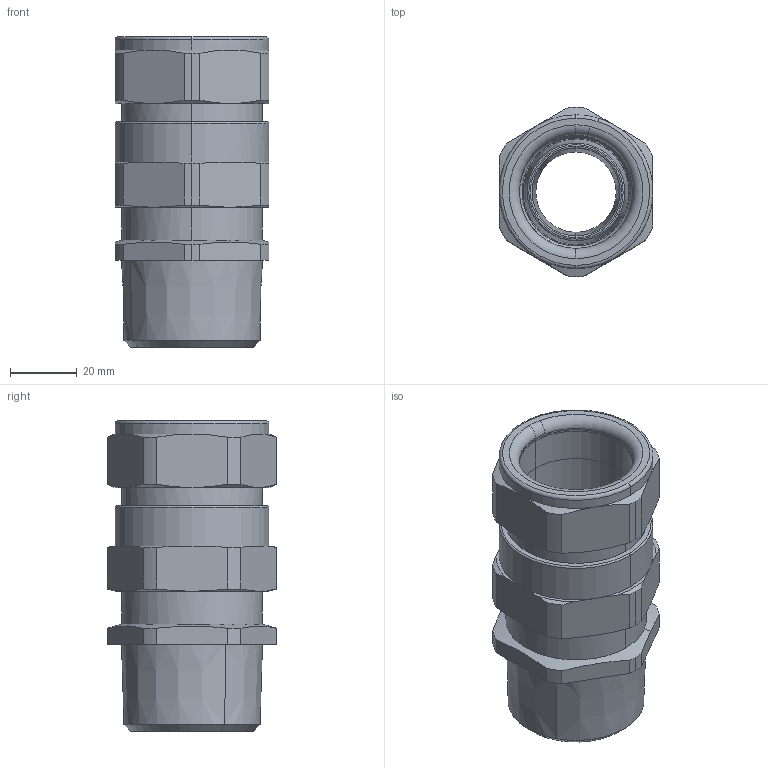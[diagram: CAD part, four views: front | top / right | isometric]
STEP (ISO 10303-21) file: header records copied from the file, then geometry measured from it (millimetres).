
FILE_DESCRIPTION(('CATIA V5 STEP Exchange','CAx-IF Rec.Pracs.--- Model Styling and Organization---1.4--- 2014-01-23'),'2;1');
FILE_NAME ('127552-1_0_1189080000_1189080000.stp','2022-12-05T02:59:35+00:00',('none'),('Weidmueller'),'CATIA Version 5-6 Release 2016 SP3 HF44','CATIA V5 STEP AP214','none');
FILE_SCHEMA(('AUTOMOTIVE_DESIGN { 1 0 10303 214 1 1 1 1 }'));
Length unit declared in the file: millimetre
Products named in the file (1): E1W/32/NPT1-1/4-WM
Bounding box: 46 x 50.6 x 92.9 mm (x, y, z)
Volume: 77932.6 mm3; surface area: 42214.1 mm2
Topology: 3 solids, 3 shells, 232 faces, 556 edges, 344 vertices
Faces by surface type: cone 85, cylinder 70, plane 44, torus 33
Entity records: 6594 total; most frequent: CARTESIAN_POINT 1518, ORIENTED_EDGE 1112, DIRECTION 851, EDGE_CURVE 556, AXIS2_PLACEMENT_3D 498, VERTEX_POINT 344, CIRCLE 312, EDGE_LOOP 252
